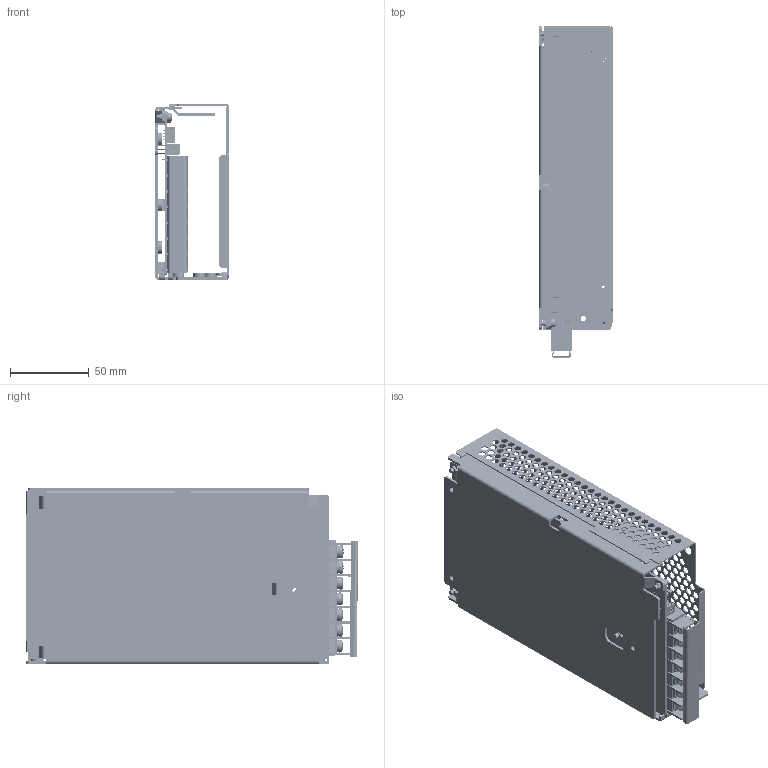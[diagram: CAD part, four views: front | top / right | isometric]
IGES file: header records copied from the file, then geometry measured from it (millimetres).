
Start section: Elysium IGES Interface
Global section: file name: 82HPFS300A.igs; native system: PTC Creo Elements/Direct Modeling 19.0  09-May-2014; preprocessor: Creo Element/Direct IGES_3D V2.2; author: Unknown; organization: Unknown; date: 20170428.172518; units: millimetre
Bounding box: 46.7 x 211.11 x 111.6 mm (x, y, z)
Volume: 108128.2 mm3; surface area: 162459.7 mm2
Topology: 1 solids, 8 shells, 2787 faces, 7973 edges, 5216 vertices
Faces by surface type: bspline 2787
